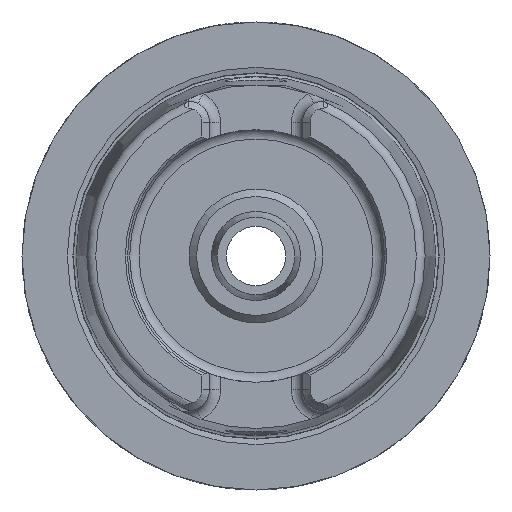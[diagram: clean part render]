
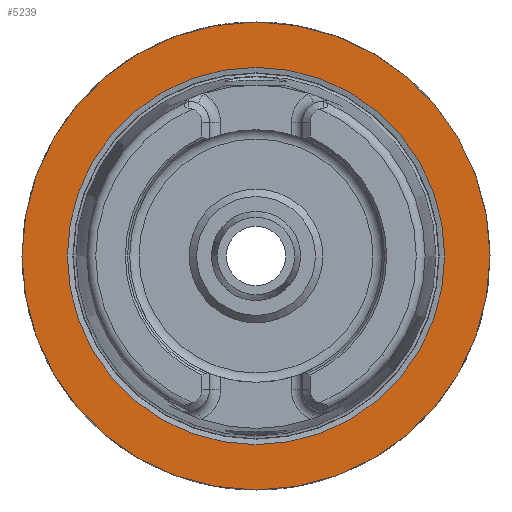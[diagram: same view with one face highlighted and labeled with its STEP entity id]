
A CAD part, left-side view. The second image highlights one B-rep face of the part: STEP entity #5239.
In plain terms, the highlighted planar face has unit normal (-1, 0, 0).
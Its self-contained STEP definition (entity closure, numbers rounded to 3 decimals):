
#4430=CARTESIAN_POINT('',(0.0,31.5,0.0));
#4431=VERTEX_POINT('',#4430);
#4432=CARTESIAN_POINT('',(0.0,0.0,0.0));
#4433=DIRECTION('',(1.0,0.0,0.0));
#4434=DIRECTION('',(0.0,1.0,0.0));
#4435=AXIS2_PLACEMENT_3D('',#4432,#4433,#4434);
#4436=CIRCLE('',#4435,31.5);
#4437=EDGE_CURVE('',#4431,#4431,#4436,.T.);
#5213=CARTESIAN_POINT('',(0.0,25.4,0.0));
#5214=VERTEX_POINT('',#5213);
#5215=CARTESIAN_POINT('',(0.0,0.0,0.0));
#5216=DIRECTION('',(1.0,0.0,0.0));
#5217=DIRECTION('',(0.0,1.0,0.0));
#5218=AXIS2_PLACEMENT_3D('',#5215,#5216,#5217);
#5219=CIRCLE('',#5218,25.4);
#5220=EDGE_CURVE('',#5214,#5214,#5219,.T.);
#5228=CARTESIAN_POINT('',(0.0,28.45,0.0));
#5229=DIRECTION('',(-1.0,0.0,0.0));
#5230=DIRECTION('',(0.0,0.0,1.0));
#5231=AXIS2_PLACEMENT_3D('',#5228,#5229,#5230);
#5232=PLANE('',#5231);
#5233=ORIENTED_EDGE('',*,*,#4437,.F.);
#5234=EDGE_LOOP('',(#5233));
#5235=FACE_OUTER_BOUND('',#5234,.T.);
#5236=ORIENTED_EDGE('',*,*,#5220,.T.);
#5237=EDGE_LOOP('',(#5236));
#5238=FACE_BOUND('',#5237,.T.);
#5239=ADVANCED_FACE('',(#5235,#5238),#5232,.T.);
